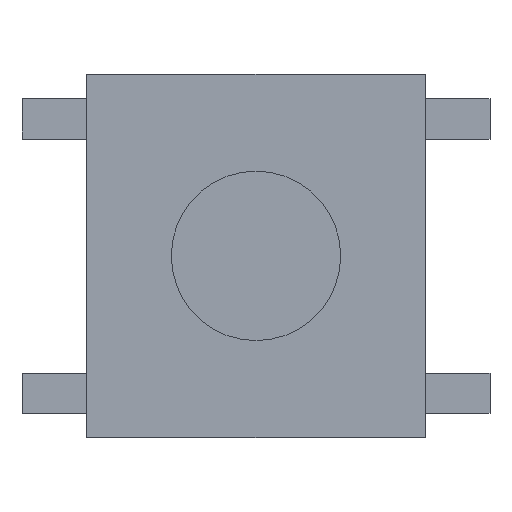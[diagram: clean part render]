
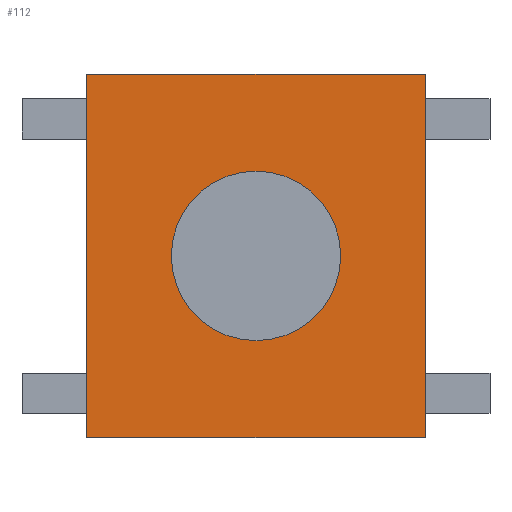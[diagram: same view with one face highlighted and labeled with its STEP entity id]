
A CAD part, top view. The second image highlights one B-rep face of the part: STEP entity #112.
In plain terms, the highlighted planar face has unit normal (0, 0, 1).
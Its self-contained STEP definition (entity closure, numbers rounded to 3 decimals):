
#112=ADVANCED_FACE('',(#274,#276),#278,.T.);
#274=FACE_BOUND('',#275,.T.);
#275=EDGE_LOOP('',(#421,#422,#423,#424));
#276=FACE_BOUND('',#277,.T.);
#277=EDGE_LOOP('',(#425));
#278=PLANE('',#279);
#279=AXIS2_PLACEMENT_3D('',#280,#281,#282);
#280=CARTESIAN_POINT('',(0.,0.,1.2));
#281=DIRECTION('',(0.,0.,1.));
#282=DIRECTION('',(1.,0.,0.));
#421=ORIENTED_EDGE('',*,*,#459,.T.);
#422=ORIENTED_EDGE('',*,*,#496,.T.);
#423=ORIENTED_EDGE('',*,*,#482,.T.);
#424=ORIENTED_EDGE('',*,*,#476,.T.);
#425=ORIENTED_EDGE('',*,*,#497,.F.);
#459=EDGE_CURVE('',#543,#541,#544,.T.);
#476=EDGE_CURVE('',#568,#543,#569,.T.);
#482=EDGE_CURVE('',#578,#568,#579,.T.);
#496=EDGE_CURVE('',#541,#578,#598,.T.);
#497=EDGE_CURVE('',#599,#599,#600,.T.);
#541=VERTEX_POINT('',#687);
#543=VERTEX_POINT('',#691);
#544=LINE('',#692,#693);
#568=VERTEX_POINT('',#750);
#569=LINE('',#751,#752);
#578=VERTEX_POINT('',#772);
#579=LINE('',#773,#774);
#598=LINE('',#820,#821);
#599=VERTEX_POINT('',#823);
#600=CIRCLE('',#824,1.05);
#687=CARTESIAN_POINT('',(-2.1,-2.25,1.2));
#691=CARTESIAN_POINT('',(-2.1,2.25,1.2));
#692=CARTESIAN_POINT('',(-2.1,2.25,1.2));
#693=VECTOR('',#694,1.);
#694=DIRECTION('',(0.,-1.,0.));
#750=CARTESIAN_POINT('',(2.1,2.25,1.2));
#751=CARTESIAN_POINT('',(2.1,2.25,1.2));
#752=VECTOR('',#753,1.);
#753=DIRECTION('',(-1.,0.,0.));
#772=CARTESIAN_POINT('',(2.1,-2.25,1.2));
#773=CARTESIAN_POINT('',(2.1,-2.25,1.2));
#774=VECTOR('',#775,1.);
#775=DIRECTION('',(0.,1.,0.));
#820=CARTESIAN_POINT('',(-2.1,-2.25,1.2));
#821=VECTOR('',#822,1.);
#822=DIRECTION('',(1.,0.,0.));
#823=CARTESIAN_POINT('',(1.05,0.,1.2));
#824=AXIS2_PLACEMENT_3D('',#825,#826,#827);
#825=CARTESIAN_POINT('',(0.,0.,1.2));
#826=DIRECTION('',(0.,0.,1.));
#827=DIRECTION('',(1.,0.,0.));
